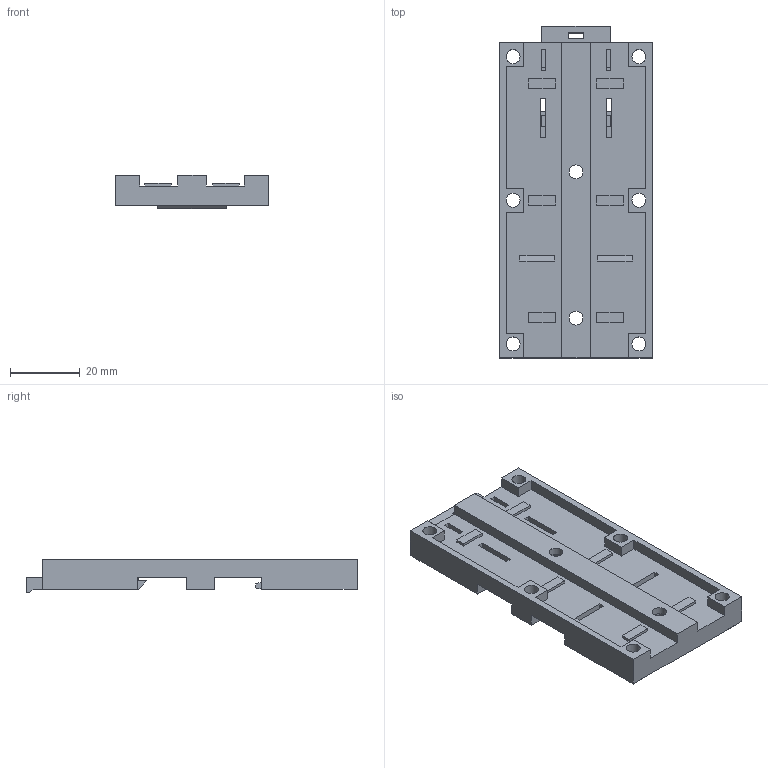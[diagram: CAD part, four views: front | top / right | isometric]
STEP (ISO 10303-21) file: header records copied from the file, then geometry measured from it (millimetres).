
FILE_DESCRIPTION( ( 'STEP AP203' ), '1' );
FILE_NAME( 'SDD.stp', ' ', ( ' ' ), ( ' ' ), 'PSStep 15.0.49', 'VISI 20.0', ' ' );
FILE_SCHEMA( ( 'AUTOMOTIVE_DESIGN { 1 0 10303 214 1 1 1 1 }' ) );
Length unit declared in the file: millimetre
Products named in the file (1): 1
Bounding box: 44 x 94.95 x 9.6 mm (x, y, z)
Volume: 14884.7 mm3; surface area: 15006.4 mm2
Topology: 1 solids, 1 shells, 291 faces, 811 edges, 512 vertices
Faces by surface type: plane 243, torus 33, cylinder 9, cone 6
Full cylindrical faces by diameter (mm): 2 x1, 4 x8
Entity records: 11266 total; most frequent: CARTESIAN_POINT 1644, ORIENTED_EDGE 1490, DIRECTION 1401, EDGE_CURVE 745, LINE 669, VECTOR 669, VERTEX_POINT 511, AXIS2_PLACEMENT_3D 366
